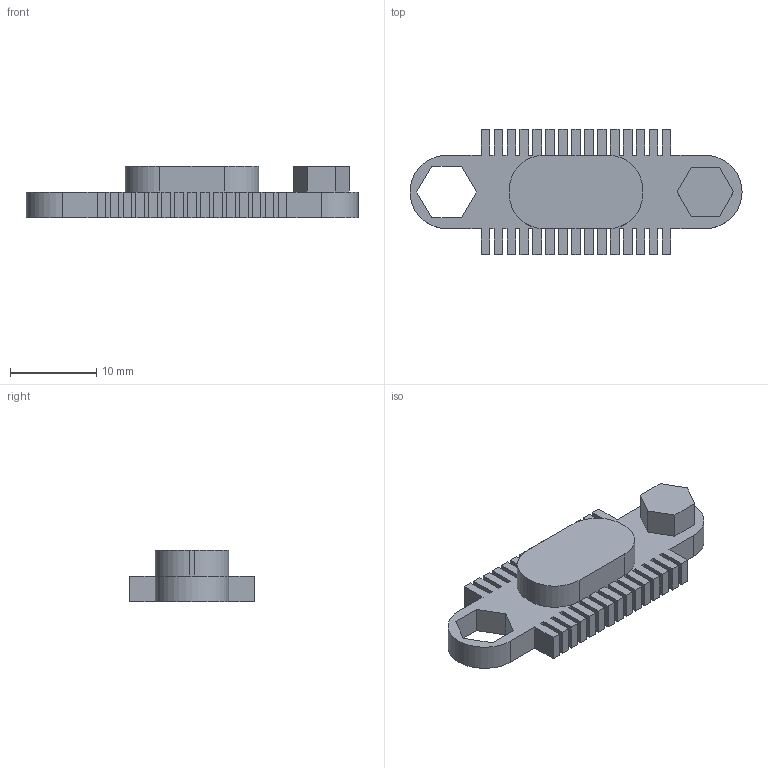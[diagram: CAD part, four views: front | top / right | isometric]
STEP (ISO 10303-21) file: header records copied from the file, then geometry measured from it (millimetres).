
FILE_DESCRIPTION(/* description */ (''),/* implementation_level */ '2;1');
FILE_NAME(/* name */ 'modularfingers v12.step',/* time_stamp */ '2023-03-27T18:53:24+02:00',/* author */ (''),/* organization */ (''),/* preprocessor_version */ 'ST-DEVELOPER v19.2',/* originating_system */ 'Autodesk Translation Framework v11.17.0.187',/* authorisation */ '');
FILE_SCHEMA (('AUTOMOTIVE_DESIGN { 1 0 10303 214 3 1 1 }'));
Length unit declared in the file: millimetre
Products named in the file (1): modularfingers
Bounding box: 38.5 x 14.5 x 6 mm (x, y, z)
Volume: 1548.1 mm3; surface area: 1785.6 mm2
Topology: 1 solids, 1 shells, 147 faces, 432 edges, 288 vertices
Faces by surface type: plane 141, cylinder 6
Entity records: 4835 total; most frequent: CARTESIAN_POINT 868, ORIENTED_EDGE 864, DIRECTION 740, EDGE_CURVE 432, LINE 420, VECTOR 420, VERTEX_POINT 288, AXIS2_PLACEMENT_3D 160
